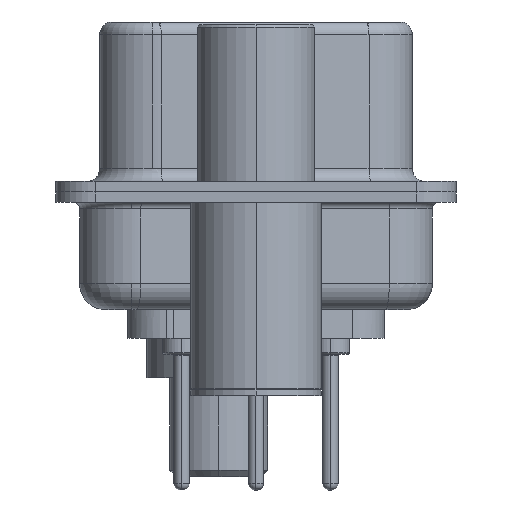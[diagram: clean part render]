
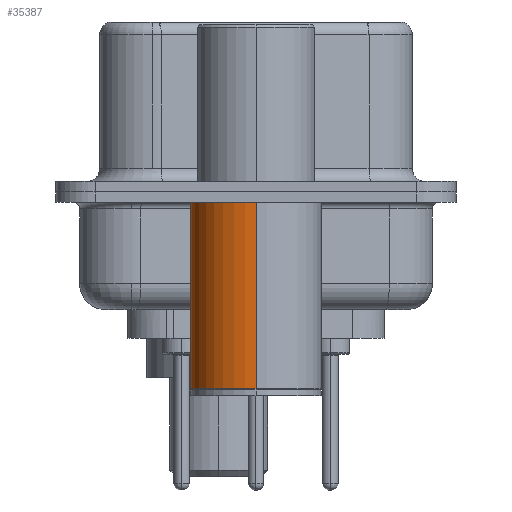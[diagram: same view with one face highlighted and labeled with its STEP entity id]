
A CAD part, left-side view. The second image highlights one B-rep face of the part: STEP entity #35387.
In plain terms, the highlighted cylindrical face has radius 2.5 mm (diameter 5 mm), a partial arc.
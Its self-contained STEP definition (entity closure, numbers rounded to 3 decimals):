
#230 = EDGE_CURVE ( 'NONE', #12395, #11425, #14346, .T. ) ;
#1561 = CIRCLE ( 'NONE', #3455, 2.5 ) ;
#3367 = VERTEX_POINT ( 'NONE', #24537 ) ;
#3455 = AXIS2_PLACEMENT_3D ( 'NONE', #9341, #28447, #12073 ) ;
#3645 = CARTESIAN_POINT ( 'NONE',  ( -2.5, 0., 0.581 ) ) ;
#4441 = CARTESIAN_POINT ( 'NONE',  ( 2.5, 0., 0.581 ) ) ;
#5254 = EDGE_CURVE ( 'NONE', #27946, #12395, #6293, .T. ) ;
#6293 = LINE ( 'NONE', #4441, #34522 ) ;
#6394 = DIRECTION ( 'NONE',  ( 0., 0., 1. ) ) ;
#9341 = CARTESIAN_POINT ( 'NONE',  ( 0., 0., -7.525 ) ) ;
#11425 = VERTEX_POINT ( 'NONE', #31271 ) ;
#12073 = DIRECTION ( 'NONE',  ( 1., 0., 0. ) ) ;
#12395 = VERTEX_POINT ( 'NONE', #26123 ) ;
#12413 = CARTESIAN_POINT ( 'NONE',  ( 0., 0., 0.581 ) ) ;
#12675 = DIRECTION ( 'NONE',  ( 0., 0., 1. ) ) ;
#13670 = DIRECTION ( 'NONE',  ( 0., 0., 1. ) ) ;
#14346 = CIRCLE ( 'NONE', #30496, 2.5 ) ;
#15013 = CYLINDRICAL_SURFACE ( 'NONE', #32998, 2.5 ) ;
#15873 = FACE_OUTER_BOUND ( 'NONE', #34912, .T. ) ;
#16538 = ORIENTED_EDGE ( 'NONE', *, *, #30629, .T. ) ;
#17580 = LINE ( 'NONE', #3645, #26593 ) ;
#20437 = DIRECTION ( 'NONE',  ( 0., 0., 1. ) ) ;
#24537 = CARTESIAN_POINT ( 'NONE',  ( -2.5, 0., -7.525 ) ) ;
#26123 = CARTESIAN_POINT ( 'NONE',  ( 2.5, 0., -0.4 ) ) ;
#26593 = VECTOR ( 'NONE', #6394, 1000. ) ;
#27383 = EDGE_CURVE ( 'NONE', #27946, #3367, #1561, .T. ) ;
#27946 = VERTEX_POINT ( 'NONE', #33573 ) ;
#28447 = DIRECTION ( 'NONE',  ( 0., 0., 1. ) ) ;
#30073 = CARTESIAN_POINT ( 'NONE',  ( 0., 0., -0.4 ) ) ;
#30496 = AXIS2_PLACEMENT_3D ( 'NONE', #30073, #13670, #32811 ) ;
#30629 = EDGE_CURVE ( 'NONE', #3367, #11425, #17580, .T. ) ;
#30832 = ORIENTED_EDGE ( 'NONE', *, *, #5254, .F. ) ;
#31271 = CARTESIAN_POINT ( 'NONE',  ( -2.5, 0., -0.4 ) ) ;
#31550 = DIRECTION ( 'NONE',  ( 1., 0., 0. ) ) ;
#32811 = DIRECTION ( 'NONE',  ( 1., 0., 0. ) ) ;
#32998 = AXIS2_PLACEMENT_3D ( 'NONE', #12413, #20437, #31550 ) ;
#33573 = CARTESIAN_POINT ( 'NONE',  ( 2.5, 0., -7.525 ) ) ;
#34266 = ORIENTED_EDGE ( 'NONE', *, *, #230, .F. ) ;
#34522 = VECTOR ( 'NONE', #12675, 1000. ) ;
#34912 = EDGE_LOOP ( 'NONE', ( #35035, #16538, #34266, #30832 ) ) ;
#35035 = ORIENTED_EDGE ( 'NONE', *, *, #27383, .T. ) ;
#35387 = ADVANCED_FACE ( 'NONE', ( #15873 ), #15013, .T. ) ;
